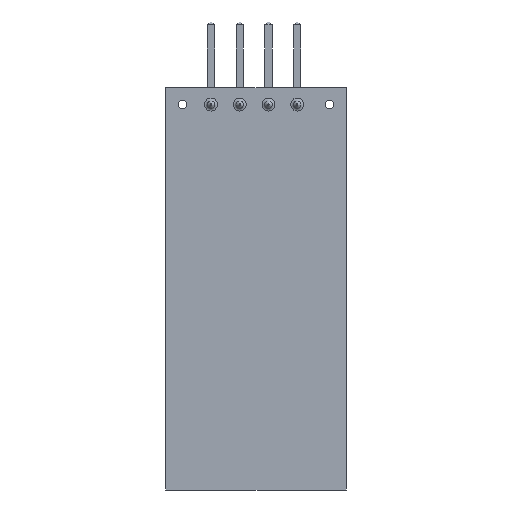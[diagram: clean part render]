
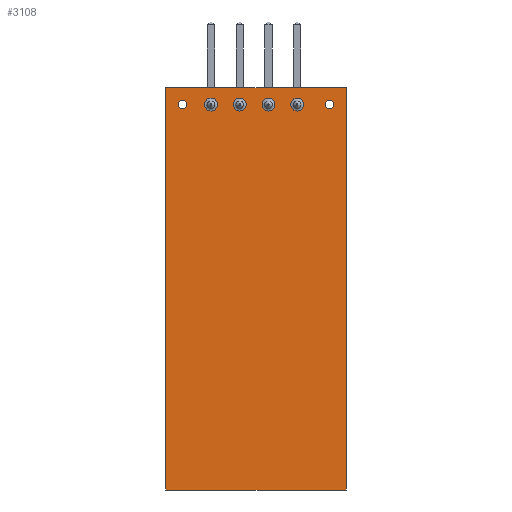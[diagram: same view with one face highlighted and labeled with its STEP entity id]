
A CAD part, front view. The second image highlights one B-rep face of the part: STEP entity #3108.
In plain terms, the highlighted planar face has unit normal (0, -1, 0).
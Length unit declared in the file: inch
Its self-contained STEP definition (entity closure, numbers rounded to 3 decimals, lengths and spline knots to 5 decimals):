
#43=FACE_BOUND($,#362,.T.);
#44=FACE_BOUND($,#363,.T.);
#45=FACE_BOUND($,#364,.T.);
#46=FACE_BOUND($,#365,.T.);
#47=FACE_BOUND($,#366,.T.);
#48=FACE_BOUND($,#367,.T.);
#49=FACE_BOUND($,#368,.T.);
#81=CIRCLE($,#3283,0.0225);
#82=CIRCLE($,#3285,0.0225);
#83=CIRCLE($,#3286,0.0225);
#84=CIRCLE($,#3287,0.0145);
#85=CIRCLE($,#3288,0.0145);
#86=CIRCLE($,#3289,0.0225);
#362=EDGE_LOOP($,(#2176));
#363=EDGE_LOOP($,(#2177));
#364=EDGE_LOOP($,(#2178));
#365=EDGE_LOOP($,(#2179));
#366=EDGE_LOOP($,(#2180,#2181,#2182,#2183));
#367=EDGE_LOOP($,(#2184));
#368=EDGE_LOOP($,(#2185));
#651=LINE($,#4596,#1013);
#652=LINE($,#4598,#1014);
#653=LINE($,#4600,#1015);
#654=LINE($,#4601,#1016);
#1013=VECTOR($,#3719,0.628);
#1014=VECTOR($,#3720,1.4);
#1015=VECTOR($,#3721,0.628);
#1016=VECTOR($,#3722,1.4);
#1331=VERTEX_POINT($,#4583);
#1332=VERTEX_POINT($,#4586);
#1333=VERTEX_POINT($,#4588);
#1334=VERTEX_POINT($,#4590);
#1335=VERTEX_POINT($,#4592);
#1336=VERTEX_POINT($,#4594);
#1337=VERTEX_POINT($,#4595);
#1338=VERTEX_POINT($,#4597);
#1339=VERTEX_POINT($,#4599);
#1340=VERTEX_POINT($,#4602);
#1660=EDGE_CURVE($,#1331,#1331,#81,.T.);
#1661=EDGE_CURVE($,#1332,#1332,#82,.T.);
#1662=EDGE_CURVE($,#1333,#1333,#83,.T.);
#1663=EDGE_CURVE($,#1334,#1334,#84,.T.);
#1664=EDGE_CURVE($,#1335,#1335,#85,.T.);
#1665=EDGE_CURVE($,#1336,#1337,#651,.T.);
#1666=EDGE_CURVE($,#1338,#1336,#652,.T.);
#1667=EDGE_CURVE($,#1339,#1338,#653,.T.);
#1668=EDGE_CURVE($,#1337,#1339,#654,.T.);
#1669=EDGE_CURVE($,#1340,#1340,#86,.T.);
#2176=ORIENTED_EDGE($,*,*,#1661,.F.);
#2177=ORIENTED_EDGE($,*,*,#1662,.F.);
#2178=ORIENTED_EDGE($,*,*,#1663,.T.);
#2179=ORIENTED_EDGE($,*,*,#1664,.T.);
#2180=ORIENTED_EDGE($,*,*,#1665,.F.);
#2181=ORIENTED_EDGE($,*,*,#1666,.F.);
#2182=ORIENTED_EDGE($,*,*,#1667,.F.);
#2183=ORIENTED_EDGE($,*,*,#1668,.F.);
#2184=ORIENTED_EDGE($,*,*,#1669,.F.);
#2185=ORIENTED_EDGE($,*,*,#1660,.F.);
#2848=PLANE($,#3284);
#3108=ADVANCED_FACE($,(#43,#44,#45,#46,#47,#48,#49),#2848,.T.);
#3283=AXIS2_PLACEMENT_3D($,#4584,#3707,#3708);
#3284=AXIS2_PLACEMENT_3D($,#4585,#3709,#3710);
#3285=AXIS2_PLACEMENT_3D($,#4587,#3711,#3712);
#3286=AXIS2_PLACEMENT_3D($,#4589,#3713,#3714);
#3287=AXIS2_PLACEMENT_3D($,#4591,#3715,#3716);
#3288=AXIS2_PLACEMENT_3D($,#4593,#3717,#3718);
#3289=AXIS2_PLACEMENT_3D($,#4603,#3723,#3724);
#3707=DIRECTION('center_axis',(0.,-1.,0.));
#3708=DIRECTION('ref_axis',(-1.,0.,0.));
#3709=DIRECTION('center_axis',(0.,-1.,0.));
#3710=DIRECTION('ref_axis',(0.,0.,-1.));
#3711=DIRECTION('center_axis',(0.,-1.,0.));
#3712=DIRECTION('ref_axis',(-1.,0.,0.));
#3713=DIRECTION('center_axis',(0.,-1.,0.));
#3714=DIRECTION('ref_axis',(-1.,0.,0.));
#3715=DIRECTION('center_axis',(0.,1.,0.));
#3716=DIRECTION('ref_axis',(-1.,0.,0.));
#3717=DIRECTION('center_axis',(0.,1.,0.));
#3718=DIRECTION('ref_axis',(-1.,0.,0.));
#3719=DIRECTION($,(-1.,0.,0.));
#3720=DIRECTION($,(0.,0.,-1.));
#3721=DIRECTION($,(1.,0.,0.));
#3722=DIRECTION($,(0.,0.,1.));
#3723=DIRECTION('center_axis',(0.,-1.,0.));
#3724=DIRECTION('ref_axis',(-1.,0.,0.));
#4583=CARTESIAN_POINT('',(-0.148,0.,1.3415));
#4584=CARTESIAN_POINT('Origin',(-0.1705,0.,1.3415));
#4585=CARTESIAN_POINT('Origin',(-0.314,0.,0.7));
#4586=CARTESIAN_POINT('',(-0.248,0.,1.3415));
#4587=CARTESIAN_POINT('Origin',(-0.2705,0.,1.3415));
#4588=CARTESIAN_POINT('',(-0.448,0.,1.3415));
#4589=CARTESIAN_POINT('Origin',(-0.4705,0.,1.3415));
#4590=CARTESIAN_POINT('',(-0.555,0.,1.3415));
#4591=CARTESIAN_POINT('Origin',(-0.5695,0.,1.3415));
#4592=CARTESIAN_POINT('',(-0.044,0.,1.3415));
#4593=CARTESIAN_POINT('Origin',(-0.0585,0.,1.3415));
#4594=CARTESIAN_POINT('',(0.,0.,0.));
#4595=CARTESIAN_POINT('',(-0.628,0.,0.));
#4596=CARTESIAN_POINT($,(0.,0.,0.));
#4597=CARTESIAN_POINT('',(0.,0.,1.4));
#4598=CARTESIAN_POINT($,(0.,0.,1.4));
#4599=CARTESIAN_POINT('',(-0.628,0.,1.4));
#4600=CARTESIAN_POINT($,(-0.628,0.,1.4));
#4601=CARTESIAN_POINT($,(-0.628,0.,0.));
#4602=CARTESIAN_POINT('',(-0.348,0.,1.3415));
#4603=CARTESIAN_POINT('Origin',(-0.3705,0.,1.3415));
